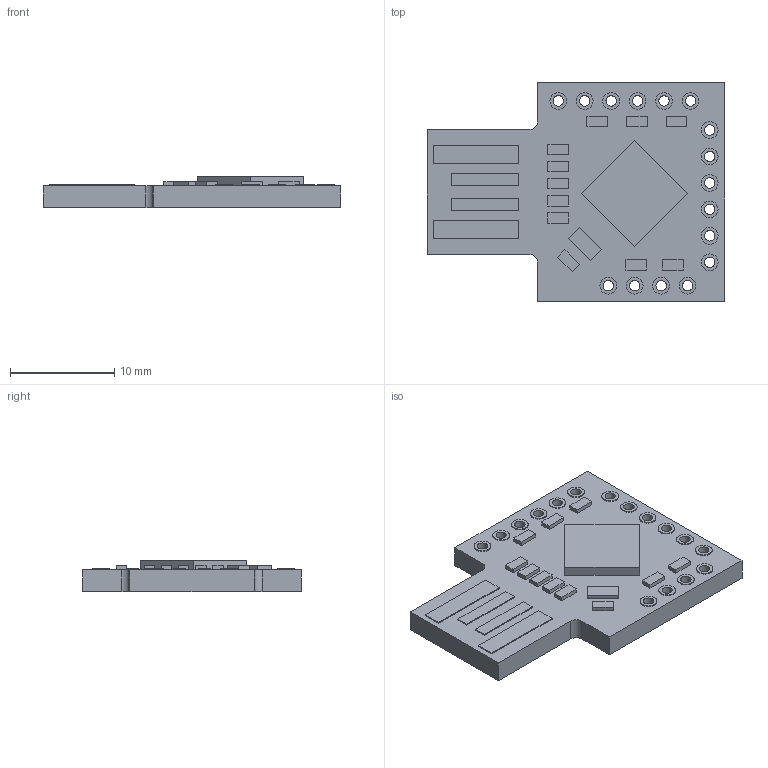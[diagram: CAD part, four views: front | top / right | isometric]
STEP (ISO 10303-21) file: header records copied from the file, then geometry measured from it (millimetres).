
FILE_DESCRIPTION(('FreeCAD Model'),'2;1');
FILE_NAME('Open CASCADE Shape Model','2021-05-30T17:07:53',('Author'),( ''),'Open CASCADE STEP processor 7.5','FreeCAD','Unknown');
FILE_SCHEMA(('AUTOMOTIVE_DESIGN { 1 0 10303 214 1 1 1 1 }'));
Length unit declared in the file: millimetre
Products named in the file (1): atmega32ua_cjmcu
Bounding box: 28.6 x 21 x 3.01 mm (x, y, z)
Volume: 1098.8 mm3; surface area: 1374.3 mm2
Topology: 1 solids, 1 shells, 177 faces, 378 edges, 252 vertices
Faces by surface type: plane 127, cylinder 50
Full cylindrical faces by diameter (mm): 1 x16, 1.6 x32
Entity records: 10279 total; most frequent: CARTESIAN_POINT 1700, DIRECTION 1454, LINE 798, VECTOR 798, ORIENTED_EDGE 756, PCURVE 756, DEFINITIONAL_REPRESENTATION 756, EDGE_CURVE 378
